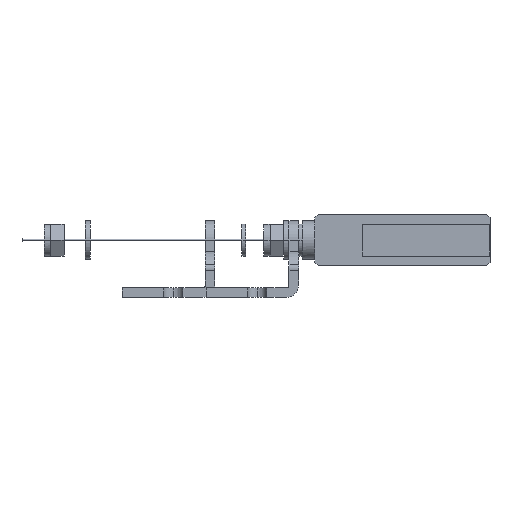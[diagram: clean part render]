
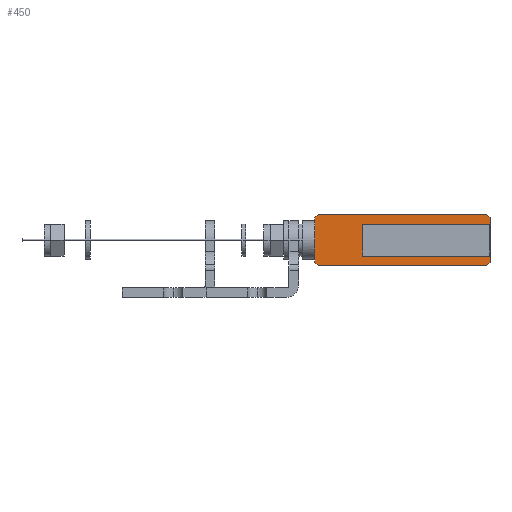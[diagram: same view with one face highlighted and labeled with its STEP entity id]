
A CAD part, left-side view. The second image highlights one B-rep face of the part: STEP entity #450.
In plain terms, the highlighted planar face has unit normal (-1, 0, 0).
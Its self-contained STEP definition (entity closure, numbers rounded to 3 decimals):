
#450=ADVANCED_FACE('',(#999,#1000,#1001),#1002,.T.);
#999=FACE_OUTER_BOUND('',#1601,.T.);
#1000=FACE_BOUND('',#1602,.T.);
#1001=FACE_BOUND('',#1603,.T.);
#1002=PLANE('',#1604);
#1601=EDGE_LOOP('',(#3440,#3441,#3442,#3443,#3444,#3445,#3446,#3447,#3448,#3449));
#1602=EDGE_LOOP('',(#3450,#3451));
#1603=EDGE_LOOP('',(#3452,#3453));
#1604=AXIS2_PLACEMENT_3D('',#3454,#3455,#3456);
#3440=ORIENTED_EDGE('',*,*,#4397,.T.);
#3441=ORIENTED_EDGE('',*,*,#4398,.F.);
#3442=ORIENTED_EDGE('',*,*,#4399,.T.);
#3443=ORIENTED_EDGE('',*,*,#4400,.F.);
#3444=ORIENTED_EDGE('',*,*,#4401,.T.);
#3445=ORIENTED_EDGE('',*,*,#4402,.F.);
#3446=ORIENTED_EDGE('',*,*,#4403,.T.);
#3447=ORIENTED_EDGE('',*,*,#4404,.F.);
#3448=ORIENTED_EDGE('',*,*,#4405,.F.);
#3449=ORIENTED_EDGE('',*,*,#4376,.F.);
#3450=ORIENTED_EDGE('',*,*,#4406,.T.);
#3451=ORIENTED_EDGE('',*,*,#4407,.T.);
#3452=ORIENTED_EDGE('',*,*,#4394,.T.);
#3453=ORIENTED_EDGE('',*,*,#4396,.T.);
#3454=CARTESIAN_POINT('',(-387.633,214.676,43.708));
#3455=DIRECTION('',(-1.0,0.0,0.0));
#3456=DIRECTION('',(0.0,0.0,1.0));
#4376=EDGE_CURVE('',#5377,#5366,#5379,.T.);
#4394=EDGE_CURVE('',#5410,#5408,#5411,.T.);
#4396=EDGE_CURVE('',#5408,#5410,#5413,.T.);
#4397=EDGE_CURVE('',#5377,#5414,#5415,.T.);
#4398=EDGE_CURVE('',#5416,#5414,#5417,.T.);
#4399=EDGE_CURVE('',#5416,#5418,#5419,.T.);
#4400=EDGE_CURVE('',#5420,#5418,#5421,.T.);
#4401=EDGE_CURVE('',#5420,#5422,#5423,.T.);
#4402=EDGE_CURVE('',#5424,#5422,#5425,.T.);
#4403=EDGE_CURVE('',#5424,#5426,#5427,.T.);
#4404=EDGE_CURVE('',#5365,#5426,#5428,.T.);
#4405=EDGE_CURVE('',#5366,#5365,#5429,.T.);
#4406=EDGE_CURVE('',#5430,#5431,#5432,.T.);
#4407=EDGE_CURVE('',#5431,#5430,#5433,.T.);
#5365=VERTEX_POINT('',#6775);
#5366=VERTEX_POINT('',#6776);
#5377=VERTEX_POINT('',#6790);
#5379=LINE('',#6793,#6794);
#5408=VERTEX_POINT('',#6832);
#5410=VERTEX_POINT('',#6835);
#5411=CIRCLE('',#6836,2.75);
#5413=CIRCLE('',#6839,2.75);
#5414=VERTEX_POINT('',#6840);
#5415=LINE('',#6841,#6842);
#5416=VERTEX_POINT('',#6843);
#5417=LINE('',#6844,#6845);
#5418=VERTEX_POINT('',#6846);
#5419=LINE('',#6847,#6848);
#5420=VERTEX_POINT('',#6849);
#5421=LINE('',#6850,#6851);
#5422=VERTEX_POINT('',#6852);
#5423=LINE('',#6853,#6854);
#5424=VERTEX_POINT('',#6855);
#5425=LINE('',#6856,#6857);
#5426=VERTEX_POINT('',#6858);
#5427=LINE('',#6859,#6860);
#5428=LINE('',#6861,#6862);
#5429=LINE('',#6863,#6864);
#5430=VERTEX_POINT('',#6865);
#5431=VERTEX_POINT('',#6866);
#5432=CIRCLE('',#6867,2.75);
#5433=CIRCLE('',#6868,2.75);
#6775=CARTESIAN_POINT('',(-387.633,214.676,56.517));
#6776=CARTESIAN_POINT('',(-387.633,214.676,44.898));
#6790=CARTESIAN_POINT('',(-387.633,214.676,43.708));
#6793=CARTESIAN_POINT('',(-387.633,214.676,43.708));
#6794=VECTOR('',#8046,1.191);
#6832=CARTESIAN_POINT('',(-387.633,166.926,50.672));
#6835=CARTESIAN_POINT('',(-387.633,172.426,50.672));
#6836=AXIS2_PLACEMENT_3D('',#8078,#8079,#8080);
#6839=AXIS2_PLACEMENT_3D('',#8082,#8083,#8084);
#6840=CARTESIAN_POINT('',(-387.633,213.676,42.708));
#6841=CARTESIAN_POINT('',(-387.633,214.676,43.708));
#6842=VECTOR('',#8085,1.414);
#6843=CARTESIAN_POINT('',(-387.633,160.676,42.708));
#6844=CARTESIAN_POINT('',(-387.633,160.676,42.708));
#6845=VECTOR('',#8086,53.0);
#6846=CARTESIAN_POINT('',(-387.633,159.676,43.708));
#6847=CARTESIAN_POINT('',(-387.633,160.676,42.708));
#6848=VECTOR('',#8087,1.414);
#6849=CARTESIAN_POINT('',(-387.633,159.676,57.708));
#6850=CARTESIAN_POINT('',(-387.633,159.676,57.708));
#6851=VECTOR('',#8088,14.0);
#6852=CARTESIAN_POINT('',(-387.633,160.676,58.708));
#6853=CARTESIAN_POINT('',(-387.633,159.676,57.708));
#6854=VECTOR('',#8089,1.414);
#6855=CARTESIAN_POINT('',(-387.633,213.676,58.708));
#6856=CARTESIAN_POINT('',(-387.633,213.676,58.708));
#6857=VECTOR('',#8090,53.0);
#6858=CARTESIAN_POINT('',(-387.633,214.676,57.708));
#6859=CARTESIAN_POINT('',(-387.633,213.676,58.708));
#6860=VECTOR('',#8091,1.414);
#6861=CARTESIAN_POINT('',(-387.633,214.676,56.517));
#6862=VECTOR('',#8092,1.191);
#6863=CARTESIAN_POINT('',(-387.633,214.676,44.898));
#6864=VECTOR('',#8093,11.619);
#6865=CARTESIAN_POINT('',(-387.633,192.426,50.672));
#6866=CARTESIAN_POINT('',(-387.633,186.926,50.672));
#6867=AXIS2_PLACEMENT_3D('',#8094,#8095,#8096);
#6868=AXIS2_PLACEMENT_3D('',#8097,#8098,#8099);
#8046=DIRECTION('',(0.0,0.0,1.0));
#8078=CARTESIAN_POINT('',(-387.633,169.676,50.672));
#8079=DIRECTION('',(1.0,0.0,0.0));
#8080=DIRECTION('',(0.0,1.0,0.0));
#8082=CARTESIAN_POINT('',(-387.633,169.676,50.672));
#8083=DIRECTION('',(1.0,0.0,0.0));
#8084=DIRECTION('',(0.0,-1.0,0.0));
#8085=DIRECTION('',(0.0,-0.707,-0.707));
#8086=DIRECTION('',(0.0,1.0,0.0));
#8087=DIRECTION('',(0.0,-0.707,0.707));
#8088=DIRECTION('',(0.0,0.0,-1.0));
#8089=DIRECTION('',(0.0,0.707,0.707));
#8090=DIRECTION('',(0.0,-1.0,0.0));
#8091=DIRECTION('',(0.0,0.707,-0.707));
#8092=DIRECTION('',(0.0,0.0,1.0));
#8093=DIRECTION('',(0.0,0.0,1.0));
#8094=CARTESIAN_POINT('',(-387.633,189.676,50.672));
#8095=DIRECTION('',(1.0,0.0,0.0));
#8096=DIRECTION('',(0.0,1.0,0.0));
#8097=CARTESIAN_POINT('',(-387.633,189.676,50.672));
#8098=DIRECTION('',(1.0,0.0,0.0));
#8099=DIRECTION('',(0.0,-1.0,0.0));
